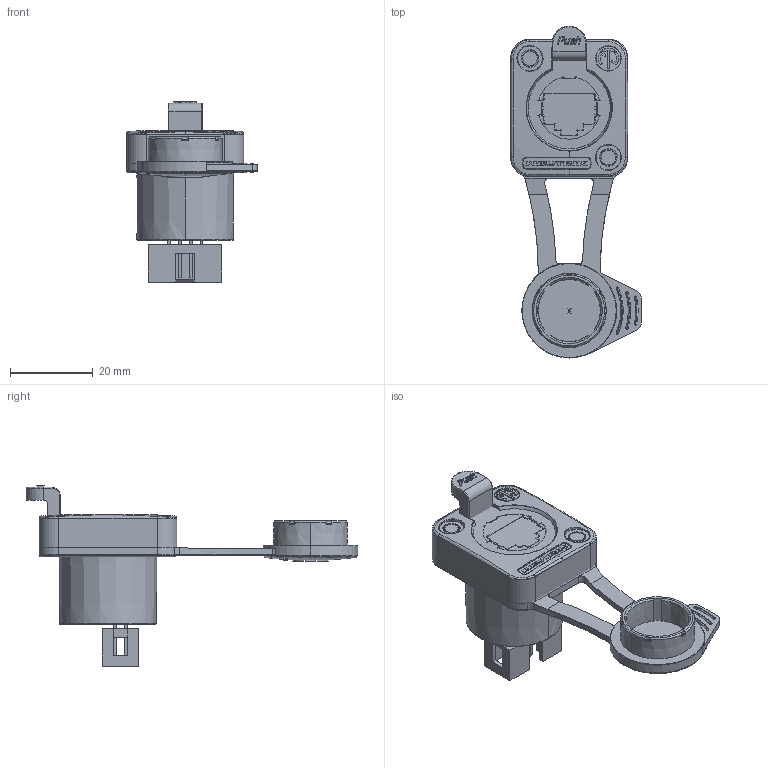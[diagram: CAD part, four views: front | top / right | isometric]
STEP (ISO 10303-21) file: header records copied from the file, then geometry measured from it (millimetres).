
FILE_DESCRIPTION((''),'2;1');
FILE_NAME('30012678','2025-07-16T08:27:32',('SYSTEM'),(''),'CREO PARAMETRIC BY PTC INC, 2023424','CREO PARAMETRIC BY PTC INC, 2023424','');
FILE_SCHEMA(('CONFIG_CONTROL_DESIGN'));
Length unit declared in the file: millimetre
Products named in the file (1): 30012678
Bounding box: 31.7 x 80.45 x 43.65 mm (x, y, z)
Volume: 24229.4 mm3; surface area: 21044.2 mm2
Topology: 12 solids, 12 shells, 2041 faces, 5833 edges, 3860 vertices
Faces by surface type: plane 1153, cylinder 403, torus 152, cone 117, bspline 98, extrusion 79, sphere 37, revolution 2
Entity records: 75394 total; most frequent: CARTESIAN_POINT 22251, ORIENTED_EDGE 11642, DIRECTION 10700, EDGE_CURVE 5821, AXIS2_PLACEMENT_3D 3865, VERTEX_POINT 3860, VECTOR 2968, LINE 2889
